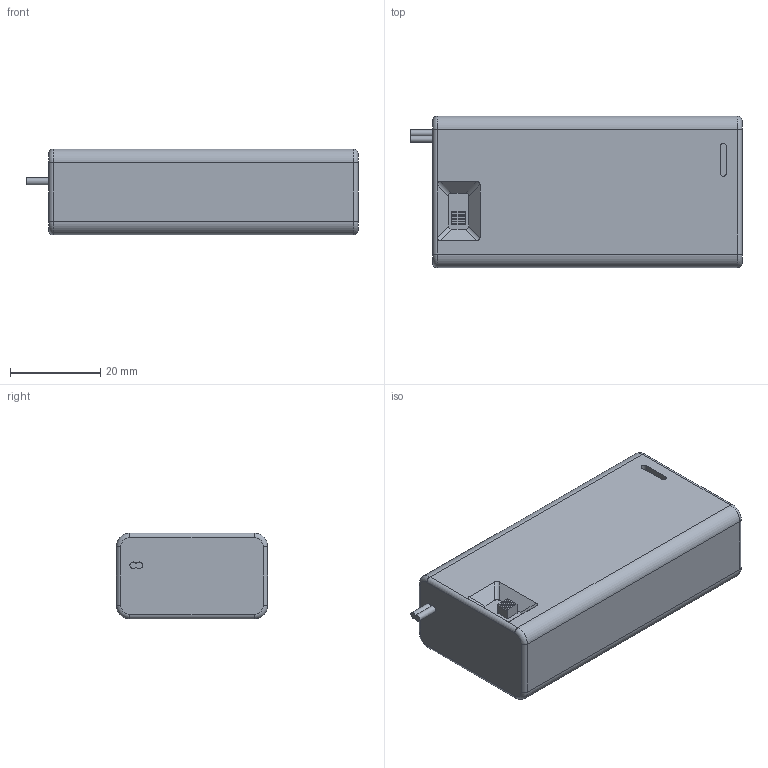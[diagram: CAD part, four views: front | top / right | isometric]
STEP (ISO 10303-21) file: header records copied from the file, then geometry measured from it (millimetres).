
FILE_DESCRIPTION(/* description */ (''),/* implementation_level */ '2;1');
FILE_NAME(/* name */ 'Battery holder.stp',/* time_stamp */ '2024-08-02T10:13:55-07:00',/* author */ (''),/* organization */ (''),/* preprocessor_version */ 'ST-DEVELOPER v20',/* originating_system */ 'SIEMENS PLM Software NX2312.7001',/* authorisation */ '');
FILE_SCHEMA (('AUTOMOTIVE_DESIGN { 1 0 10303 214 3 1 1 1 }'));
Length unit declared in the file: millimetre
Products named in the file (1): Battery holder
Bounding box: 73.5 x 33.5 x 19 mm (x, y, z)
Volume: 42832.7 mm3; surface area: 8206.2 mm2
Topology: 1 solids, 1 shells, 64 faces, 159 edges, 100 vertices
Faces by surface type: plane 36, cylinder 20, torus 8
Entity records: 1911 total; most frequent: DIRECTION 337, CARTESIAN_POINT 324, ORIENTED_EDGE 318, EDGE_CURVE 159, AXIS2_PLACEMENT_3D 113, LINE 111, VECTOR 111, VERTEX_POINT 100
